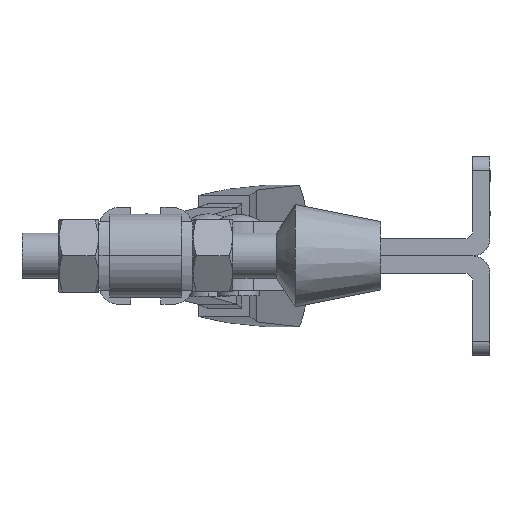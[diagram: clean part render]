
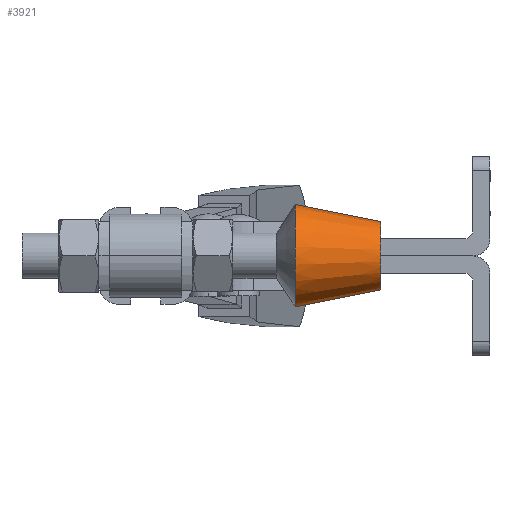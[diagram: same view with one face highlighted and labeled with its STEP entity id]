
A CAD part, left-side view. The second image highlights one B-rep face of the part: STEP entity #3921.
In plain terms, the highlighted conical face has half-angle 11.31 degrees and reference radius 6 mm.
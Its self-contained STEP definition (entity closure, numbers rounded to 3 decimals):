
#85 = CIRCLE ( 'NONE', #3117, 9. ) ;
#128 = CARTESIAN_POINT ( 'NONE',  ( -43., 15., 9.05 ) ) ;
#892 = CARTESIAN_POINT ( 'NONE',  ( -43., 0., -5.95 ) ) ;
#1255 = ORIENTED_EDGE ( 'NONE', *, *, #8163, .T. ) ;
#1394 = ORIENTED_EDGE ( 'NONE', *, *, #4303, .T. ) ;
#1816 = CARTESIAN_POINT ( 'NONE',  ( -43., 0., 6.05 ) ) ;
#2001 = DIRECTION ( 'NONE',  ( 0., 0.981, 0.196 ) ) ;
#2621 = DIRECTION ( 'NONE',  ( 0., 1., 0. ) ) ;
#2771 = VECTOR ( 'NONE', #2001, 1000. ) ;
#3117 = AXIS2_PLACEMENT_3D ( 'NONE', #3262, #9409, #4164 ) ;
#3246 = CARTESIAN_POINT ( 'NONE',  ( -43., 15., -8.95 ) ) ;
#3262 = CARTESIAN_POINT ( 'NONE',  ( -43., 15., 0.05 ) ) ;
#3496 = CARTESIAN_POINT ( 'NONE',  ( -43., 0., 0.05 ) ) ;
#3918 = DIRECTION ( 'NONE',  ( 0., 0.981, -0.196 ) ) ;
#3921 = ADVANCED_FACE ( 'NONE', ( #7692 ), #4289, .T. ) ;
#4164 = DIRECTION ( 'NONE',  ( 0., 0., -1. ) ) ;
#4289 = CONICAL_SURFACE ( 'NONE', #10447, 6., 0.197 ) ;
#4303 = EDGE_CURVE ( 'NONE', #8605, #9785, #85, .T. ) ;
#4394 = DIRECTION ( 'NONE',  ( 0., 0., -1. ) ) ;
#4455 = EDGE_CURVE ( 'NONE', #4927, #6584, #6043, .T. ) ;
#4486 = CARTESIAN_POINT ( 'NONE',  ( -43., 0., 0.05 ) ) ;
#4816 = CARTESIAN_POINT ( 'NONE',  ( -43., 0., -5.95 ) ) ;
#4927 = VERTEX_POINT ( 'NONE', #1816 ) ;
#5122 = LINE ( 'NONE', #9030, #2771 ) ;
#5237 = LINE ( 'NONE', #4816, #9616 ) ;
#5754 = ORIENTED_EDGE ( 'NONE', *, *, #6250, .F. ) ;
#6043 = CIRCLE ( 'NONE', #8383, 6. ) ;
#6250 = EDGE_CURVE ( 'NONE', #6584, #9785, #5237, .T. ) ;
#6584 = VERTEX_POINT ( 'NONE', #892 ) ;
#7017 = ORIENTED_EDGE ( 'NONE', *, *, #4455, .F. ) ;
#7692 = FACE_OUTER_BOUND ( 'NONE', #8390, .T. ) ;
#8163 = EDGE_CURVE ( 'NONE', #4927, #8605, #5122, .T. ) ;
#8383 = AXIS2_PLACEMENT_3D ( 'NONE', #3496, #9632, #4394 ) ;
#8390 = EDGE_LOOP ( 'NONE', ( #5754, #7017, #1255, #1394 ) ) ;
#8605 = VERTEX_POINT ( 'NONE', #128 ) ;
#9030 = CARTESIAN_POINT ( 'NONE',  ( -43., 0., 6.05 ) ) ;
#9409 = DIRECTION ( 'NONE',  ( 0., -1., 0. ) ) ;
#9616 = VECTOR ( 'NONE', #3918, 1000. ) ;
#9632 = DIRECTION ( 'NONE',  ( 0., -1., 0. ) ) ;
#9785 = VERTEX_POINT ( 'NONE', #3246 ) ;
#10447 = AXIS2_PLACEMENT_3D ( 'NONE', #4486, #2621, #10569 ) ;
#10569 = DIRECTION ( 'NONE',  ( 0., 0., 1. ) ) ;
